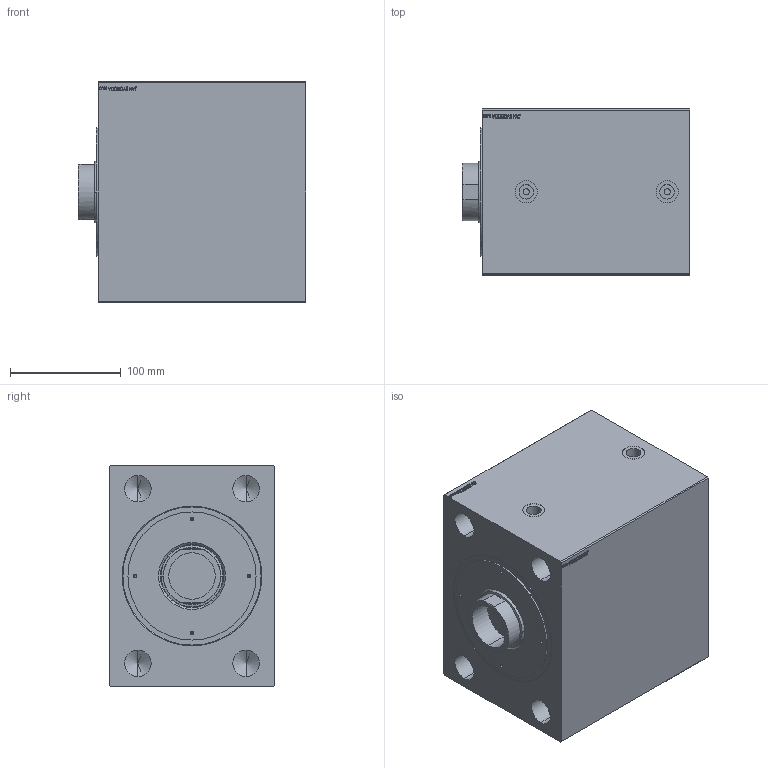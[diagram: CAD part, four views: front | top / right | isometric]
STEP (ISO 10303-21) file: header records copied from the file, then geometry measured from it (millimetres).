
FILE_DESCRIPTION (( 'STEP AP203' ), '1' );
FILE_NAME ('dbee.STEP', '2020-09-18T16:16:23', ( '' ), ( '' ), 'SwSTEP 2.0', 'SolidWorks 2019', '' );
FILE_SCHEMA (( 'CONFIG_CONTROL_DESIGN' ));
Length unit declared in the file: millimetre
Products named in the file (4): V500CZ_VNIT豊蚠攘ST 12e3b8d050ecadccee2209d51e463e38; dbee; V500CZ 12e3b8d050ecadccee2209d51e463e38; V500CZ_vnitrni_cast_vysunovaci 12e3b8d050ecadccee2209d51e463e38
Assembly tree (3 placements, depth 2):
  dbee
    V500CZ 12e3b8d050ecadccee2209d51e463e38
    V500CZ_vnitrni_cast_vysunovaci 12e3b8d050ecadccee2209d51e463e38
    V500CZ_VNIT豊蚠攘ST 12e3b8d050ecadccee2209d51e463e38
Bounding box: 206 x 150 x 200 mm (x, y, z)
Volume: 5296004.8 mm3; surface area: 301589.9 mm2
Topology: 3 solids, 3 shells, 888 faces, 2266 edges, 1487 vertices
Faces by surface type: plane 407, bspline 380, cylinder 71, cone 30
Entity records: 44425 total; most frequent: CARTESIAN_POINT 25111, ORIENTED_EDGE 4484, DIRECTION 2655, EDGE_CURVE 2242, VERTEX_POINT 1487, LINE 1329, VECTOR 1329, EDGE_LOOP 1017
